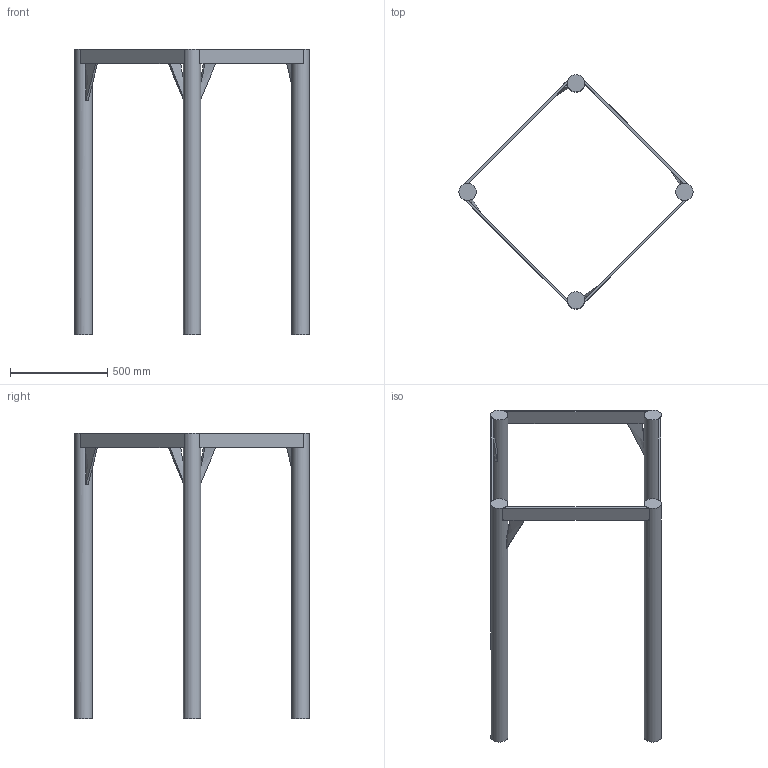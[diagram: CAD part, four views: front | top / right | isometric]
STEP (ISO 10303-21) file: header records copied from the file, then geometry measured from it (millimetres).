
FILE_DESCRIPTION(/* description */ ('STEP AP242','CAx-IF Rec.Pracs.---Representation and Presentation of Product Manufacturing Information (PMI)---4.0---2014-10-13','CAx-IF Rec.Pracs.---3D Tessellated Geometry---0.4---2014-09-14','2;1'),/* implementation_level */ '2;1');
FILE_NAME(/* name */ '61f6b8771218122d01937d56',/* time_stamp */ '2022-01-30T16:10:32+00:00',/* author */ (''),/* organization */ (''),/* preprocessor_version */ 'ST-DEVELOPER v18.101',/* originating_system */ ' ',/* authorisation */ ' ');
FILE_SCHEMA (('AP242_MANAGED_MODEL_BASED_3D_ENGINEERING_MIM_LF { 1 0 10303 442 1 1 4 }'));
Length unit declared in the file: metre
Products named in the file (1): stainless_inner_supports
Bounding box: 1206.5 x 1206.5 x 1473.2 mm (x, y, z)
Volume: 39820104.6 mm3; surface area: 2279323.3 mm2
Topology: 1 solids, 1 shells, 48 faces, 116 edges, 72 vertices
Faces by surface type: plane 28, bspline 16, cylinder 4
Full cylindrical faces by diameter (mm): 88.9 x4
Entity records: 1486 total; most frequent: CARTESIAN_POINT 417, ORIENTED_EDGE 224, DIRECTION 178, EDGE_CURVE 112, VERTEX_POINT 72, LINE 64, VECTOR 64, EDGE_LOOP 64
